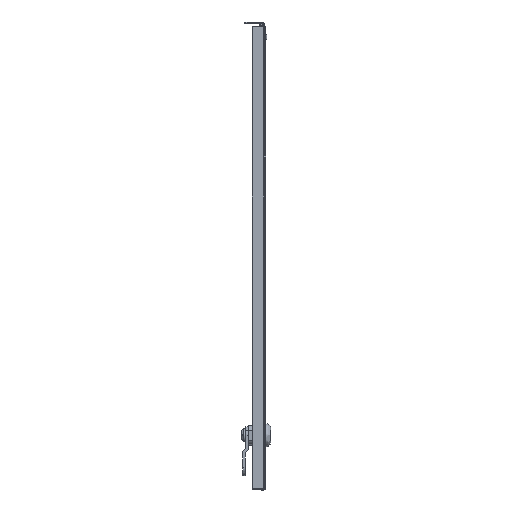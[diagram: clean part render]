
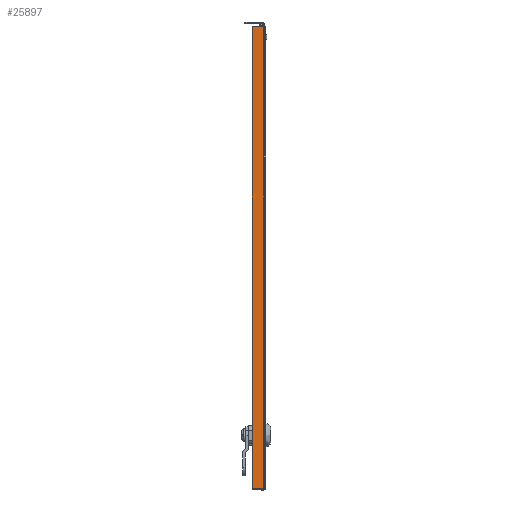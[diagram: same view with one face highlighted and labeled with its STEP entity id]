
A CAD part, left-side view. The second image highlights one B-rep face of the part: STEP entity #25897.
In plain terms, the highlighted planar face has unit normal (-1, 0, 0).
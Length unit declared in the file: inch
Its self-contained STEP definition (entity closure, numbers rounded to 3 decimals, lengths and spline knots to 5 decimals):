
#539 = ORIENTED_EDGE ( 'NONE', *, *, #40490, .F. ) ;
#885 = VECTOR ( 'NONE', #8212, 39.37008 ) ;
#3114 = CARTESIAN_POINT ( 'NONE',  ( -12.297, 0.5, -8.44289 ) ) ;
#7253 = DIRECTION ( 'NONE',  ( 0., 0., -1. ) ) ;
#8212 = DIRECTION ( 'NONE',  ( 0., 0., 1. ) ) ;
#8662 = PLANE ( 'NONE',  #14323 ) ;
#10412 = LINE ( 'NONE', #16946, #39572 ) ;
#11368 = LINE ( 'NONE', #41383, #15246 ) ;
#11792 = DIRECTION ( 'NONE',  ( 0., -1., 0. ) ) ;
#11924 = CARTESIAN_POINT ( 'NONE',  ( -12.297, 0., -33.914 ) ) ;
#13577 = ORIENTED_EDGE ( 'NONE', *, *, #22729, .F. ) ;
#14323 = AXIS2_PLACEMENT_3D ( 'NONE', #11924, #35433, #22586 ) ;
#14594 = VERTEX_POINT ( 'NONE', #34323 ) ;
#15246 = VECTOR ( 'NONE', #11792, 39.37008 ) ;
#16946 = CARTESIAN_POINT ( 'NONE',  ( -12.297, 0., -8.44289 ) ) ;
#18895 = EDGE_LOOP ( 'NONE', ( #41829, #13577, #41325, #539 ) ) ;
#20648 = LINE ( 'NONE', #33944, #885 ) ;
#22586 = DIRECTION ( 'NONE',  ( 0., 0., -1. ) ) ;
#22729 = EDGE_CURVE ( 'NONE', #30121, #14594, #20648, .T. ) ;
#25897 = ADVANCED_FACE ( 'NONE', ( #41949 ), #8662, .F. ) ;
#28460 = EDGE_CURVE ( 'NONE', #37692, #30121, #10412, .T. ) ;
#30121 = VERTEX_POINT ( 'NONE', #3114 ) ;
#32331 = CARTESIAN_POINT ( 'NONE',  ( -12.297, 0.086, 8.5 ) ) ;
#33715 = DIRECTION ( 'NONE',  ( 0., 1., 0. ) ) ;
#33944 = CARTESIAN_POINT ( 'NONE',  ( -12.297, 0.5, -33.914 ) ) ;
#34323 = CARTESIAN_POINT ( 'NONE',  ( -12.297, 0.5, 8.5 ) ) ;
#35433 = DIRECTION ( 'NONE',  ( 1., 0., 0. ) ) ;
#37004 = VERTEX_POINT ( 'NONE', #32331 ) ;
#37069 = LINE ( 'NONE', #37278, #42265 ) ;
#37278 = CARTESIAN_POINT ( 'NONE',  ( -12.297, 0.086, 8.5 ) ) ;
#37692 = VERTEX_POINT ( 'NONE', #38776 ) ;
#38776 = CARTESIAN_POINT ( 'NONE',  ( -12.297, 0.086, -8.44289 ) ) ;
#39572 = VECTOR ( 'NONE', #33715, 39.37008 ) ;
#40490 = EDGE_CURVE ( 'NONE', #37004, #37692, #37069, .T. ) ;
#41068 = EDGE_CURVE ( 'NONE', #14594, #37004, #11368, .T. ) ;
#41325 = ORIENTED_EDGE ( 'NONE', *, *, #28460, .F. ) ;
#41383 = CARTESIAN_POINT ( 'NONE',  ( -12.297, 0.057, 8.5 ) ) ;
#41829 = ORIENTED_EDGE ( 'NONE', *, *, #41068, .F. ) ;
#41949 = FACE_OUTER_BOUND ( 'NONE', #18895, .T. ) ;
#42265 = VECTOR ( 'NONE', #7253, 39.37008 ) ;
